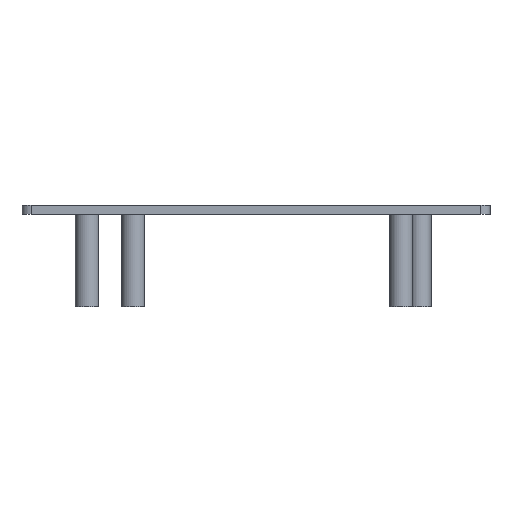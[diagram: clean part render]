
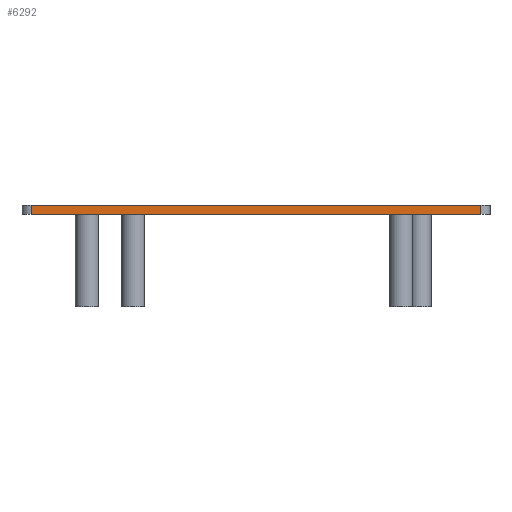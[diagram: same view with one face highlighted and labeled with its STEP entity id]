
A CAD part, front view. The second image highlights one B-rep face of the part: STEP entity #6292.
In plain terms, the highlighted planar face has unit normal (0, -1, 0).
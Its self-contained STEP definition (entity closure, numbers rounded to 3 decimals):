
#100 = PLANE('',#101);
#101 = AXIS2_PLACEMENT_3D('',#102,#103,#104);
#102 = CARTESIAN_POINT('',(50.63,64.2,-2.));
#103 = DIRECTION('',(0.,0.,1.));
#104 = DIRECTION('',(1.,0.,-0.));
#159 = PLANE('',#160);
#160 = AXIS2_PLACEMENT_3D('',#161,#162,#163);
#161 = CARTESIAN_POINT('',(50.63,64.2,0.));
#162 = DIRECTION('',(0.,0.,1.));
#163 = DIRECTION('',(1.,0.,-0.));
#294 = CYLINDRICAL_SURFACE('',#295,2.);
#295 = AXIS2_PLACEMENT_3D('',#296,#297,#298);
#296 = CARTESIAN_POINT('',(99.26,2.,0.));
#297 = DIRECTION('',(-0.,0.,1.));
#298 = DIRECTION('',(1.,0.,-0.));
#389 = VERTEX_POINT('',#390);
#390 = CARTESIAN_POINT('',(2.,0.,0.));
#409 = CYLINDRICAL_SURFACE('',#410,2.);
#410 = AXIS2_PLACEMENT_3D('',#411,#412,#413);
#411 = CARTESIAN_POINT('',(2.,2.,0.));
#412 = DIRECTION('',(-0.,0.,1.));
#413 = DIRECTION('',(1.,0.,-0.));
#421 = EDGE_CURVE('',#422,#389,#424,.T.);
#422 = VERTEX_POINT('',#423);
#423 = CARTESIAN_POINT('',(99.26,0.,0.));
#424 = SURFACE_CURVE('',#425,(#429,#436),.PCURVE_S1.);
#425 = LINE('',#426,#427);
#426 = CARTESIAN_POINT('',(99.26,0.,0.));
#427 = VECTOR('',#428,1.);
#428 = DIRECTION('',(-1.,0.,0.));
#429 = PCURVE('',#159,#430);
#430 = DEFINITIONAL_REPRESENTATION('',(#431),#435);
#431 = LINE('',#432,#433);
#432 = CARTESIAN_POINT('',(48.63,-64.2));
#433 = VECTOR('',#434,1.);
#434 = DIRECTION('',(-1.,0.));
#435 = ( GEOMETRIC_REPRESENTATION_CONTEXT(2) 
PARAMETRIC_REPRESENTATION_CONTEXT() REPRESENTATION_CONTEXT('2D SPACE',''
  ) );
#436 = PCURVE('',#437,#442);
#437 = PLANE('',#438);
#438 = AXIS2_PLACEMENT_3D('',#439,#440,#441);
#439 = CARTESIAN_POINT('',(99.26,0.,0.));
#440 = DIRECTION('',(0.,1.,0.));
#441 = DIRECTION('',(-1.,0.,0.));
#442 = DEFINITIONAL_REPRESENTATION('',(#443),#447);
#443 = LINE('',#444,#445);
#444 = CARTESIAN_POINT('',(0.,0.));
#445 = VECTOR('',#446,1.);
#446 = DIRECTION('',(1.,0.));
#447 = ( GEOMETRIC_REPRESENTATION_CONTEXT(2) 
PARAMETRIC_REPRESENTATION_CONTEXT() REPRESENTATION_CONTEXT('2D SPACE',''
  ) );
#3313 = VERTEX_POINT('',#3314);
#3314 = CARTESIAN_POINT('',(2.,0.,-2.));
#3340 = EDGE_CURVE('',#3341,#3313,#3343,.T.);
#3341 = VERTEX_POINT('',#3342);
#3342 = CARTESIAN_POINT('',(99.26,0.,-2.));
#3343 = SURFACE_CURVE('',#3344,(#3348,#3355),.PCURVE_S1.);
#3344 = LINE('',#3345,#3346);
#3345 = CARTESIAN_POINT('',(99.26,0.,-2.));
#3346 = VECTOR('',#3347,1.);
#3347 = DIRECTION('',(-1.,0.,0.));
#3348 = PCURVE('',#100,#3349);
#3349 = DEFINITIONAL_REPRESENTATION('',(#3350),#3354);
#3350 = LINE('',#3351,#3352);
#3351 = CARTESIAN_POINT('',(48.63,-64.2));
#3352 = VECTOR('',#3353,1.);
#3353 = DIRECTION('',(-1.,0.));
#3354 = ( GEOMETRIC_REPRESENTATION_CONTEXT(2) 
PARAMETRIC_REPRESENTATION_CONTEXT() REPRESENTATION_CONTEXT('2D SPACE',''
  ) );
#3355 = PCURVE('',#437,#3356);
#3356 = DEFINITIONAL_REPRESENTATION('',(#3357),#3361);
#3357 = LINE('',#3358,#3359);
#3358 = CARTESIAN_POINT('',(0.,-2.));
#3359 = VECTOR('',#3360,1.);
#3360 = DIRECTION('',(1.,0.));
#3361 = ( GEOMETRIC_REPRESENTATION_CONTEXT(2) 
PARAMETRIC_REPRESENTATION_CONTEXT() REPRESENTATION_CONTEXT('2D SPACE',''
  ) );
#6244 = EDGE_CURVE('',#422,#3341,#6245,.T.);
#6245 = SURFACE_CURVE('',#6246,(#6250,#6257),.PCURVE_S1.);
#6246 = LINE('',#6247,#6248);
#6247 = CARTESIAN_POINT('',(99.26,0.,0.));
#6248 = VECTOR('',#6249,1.);
#6249 = DIRECTION('',(0.,0.,-1.));
#6250 = PCURVE('',#294,#6251);
#6251 = DEFINITIONAL_REPRESENTATION('',(#6252),#6256);
#6252 = LINE('',#6253,#6254);
#6253 = CARTESIAN_POINT('',(-1.571,0.));
#6254 = VECTOR('',#6255,1.);
#6255 = DIRECTION('',(-0.,-1.));
#6256 = ( GEOMETRIC_REPRESENTATION_CONTEXT(2) 
PARAMETRIC_REPRESENTATION_CONTEXT() REPRESENTATION_CONTEXT('2D SPACE',''
  ) );
#6257 = PCURVE('',#437,#6258);
#6258 = DEFINITIONAL_REPRESENTATION('',(#6259),#6263);
#6259 = LINE('',#6260,#6261);
#6260 = CARTESIAN_POINT('',(0.,0.));
#6261 = VECTOR('',#6262,1.);
#6262 = DIRECTION('',(0.,-1.));
#6263 = ( GEOMETRIC_REPRESENTATION_CONTEXT(2) 
PARAMETRIC_REPRESENTATION_CONTEXT() REPRESENTATION_CONTEXT('2D SPACE',''
  ) );
#6292 = ADVANCED_FACE('',(#6293),#437,.F.);
#6293 = FACE_BOUND('',#6294,.F.);
#6294 = EDGE_LOOP('',(#6295,#6296,#6297,#6318));
#6295 = ORIENTED_EDGE('',*,*,#6244,.T.);
#6296 = ORIENTED_EDGE('',*,*,#3340,.T.);
#6297 = ORIENTED_EDGE('',*,*,#6298,.F.);
#6298 = EDGE_CURVE('',#389,#3313,#6299,.T.);
#6299 = SURFACE_CURVE('',#6300,(#6304,#6311),.PCURVE_S1.);
#6300 = LINE('',#6301,#6302);
#6301 = CARTESIAN_POINT('',(2.,0.,0.));
#6302 = VECTOR('',#6303,1.);
#6303 = DIRECTION('',(0.,0.,-1.));
#6304 = PCURVE('',#437,#6305);
#6305 = DEFINITIONAL_REPRESENTATION('',(#6306),#6310);
#6306 = LINE('',#6307,#6308);
#6307 = CARTESIAN_POINT('',(97.26,0.));
#6308 = VECTOR('',#6309,1.);
#6309 = DIRECTION('',(0.,-1.));
#6310 = ( GEOMETRIC_REPRESENTATION_CONTEXT(2) 
PARAMETRIC_REPRESENTATION_CONTEXT() REPRESENTATION_CONTEXT('2D SPACE',''
  ) );
#6311 = PCURVE('',#409,#6312);
#6312 = DEFINITIONAL_REPRESENTATION('',(#6313),#6317);
#6313 = LINE('',#6314,#6315);
#6314 = CARTESIAN_POINT('',(-1.571,0.));
#6315 = VECTOR('',#6316,1.);
#6316 = DIRECTION('',(-0.,-1.));
#6317 = ( GEOMETRIC_REPRESENTATION_CONTEXT(2) 
PARAMETRIC_REPRESENTATION_CONTEXT() REPRESENTATION_CONTEXT('2D SPACE',''
  ) );
#6318 = ORIENTED_EDGE('',*,*,#421,.F.);
